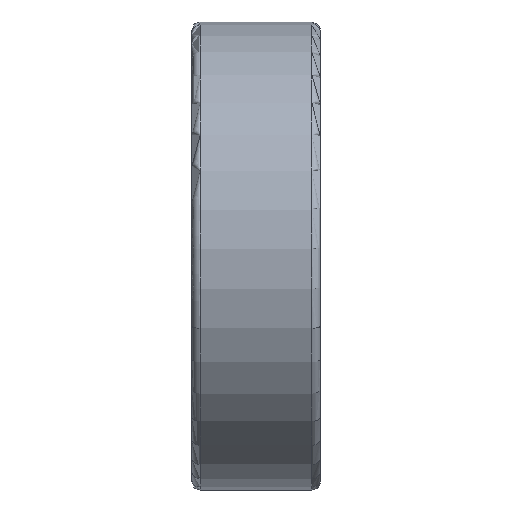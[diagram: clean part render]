
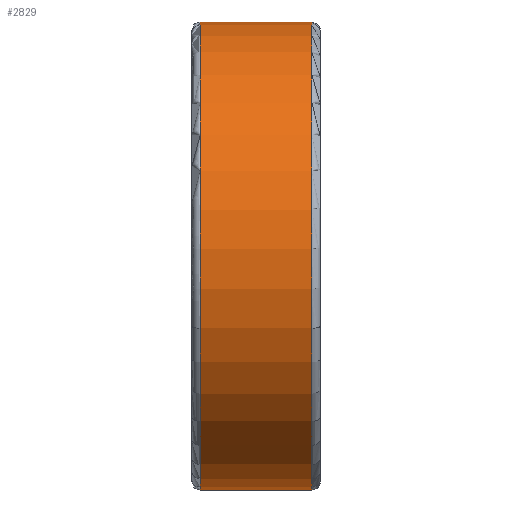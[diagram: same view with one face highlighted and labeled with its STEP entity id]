
A CAD part, front view. The second image highlights one B-rep face of the part: STEP entity #2829.
In plain terms, the highlighted cylindrical face has radius 31 mm (diameter 62 mm), a partial arc.
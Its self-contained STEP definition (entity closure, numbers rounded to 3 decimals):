
#64 = AXIS2_PLACEMENT_3D ( 'NONE', #2752, #600, #108 ) ;
#101 = CARTESIAN_POINT ( 'NONE',  ( 15.9, 0., -31. ) ) ;
#108 = DIRECTION ( 'NONE',  ( 0., 0., -1. ) ) ;
#167 = DIRECTION ( 'NONE',  ( 0., 1., 0. ) ) ;
#408 = VERTEX_POINT ( 'NONE', #3222 ) ;
#478 = CARTESIAN_POINT ( 'NONE',  ( 1.1, 0., 31. ) ) ;
#566 = CARTESIAN_POINT ( 'NONE',  ( 15.9, -29.483, -9.58 ) ) ;
#600 = DIRECTION ( 'NONE',  ( 1., 0., 0. ) ) ;
#622 = EDGE_CURVE ( 'NONE', #2354, #2430, #3407, .T. ) ;
#631 = LINE ( 'NONE', #478, #2738 ) ;
#640 = DIRECTION ( 'NONE',  ( 1., 0., 0. ) ) ;
#682 = EDGE_CURVE ( 'NONE', #408, #2354, #3072, .T. ) ;
#944 = DIRECTION ( 'NONE',  ( 0., 0., -1. ) ) ;
#981 = EDGE_CURVE ( 'NONE', #1905, #2430, #1011, .T. ) ;
#1011 = CIRCLE ( 'NONE', #64, 31. ) ;
#1034 = EDGE_LOOP ( 'NONE', ( #2465, #2094, #1537, #2552, #3382, #1608 ) ) ;
#1056 = DIRECTION ( 'NONE',  ( 1., 0., 0. ) ) ;
#1070 = VECTOR ( 'NONE', #640, 1000. ) ;
#1114 = VERTEX_POINT ( 'NONE', #2450 ) ;
#1145 = EDGE_CURVE ( 'NONE', #1114, #2512, #631, .T. ) ;
#1341 = CARTESIAN_POINT ( 'NONE',  ( 1.1, 0., 0. ) ) ;
#1364 = AXIS2_PLACEMENT_3D ( 'NONE', #1341, #1056, #3420 ) ;
#1485 = DIRECTION ( 'NONE',  ( 1., 0., 0. ) ) ;
#1522 = CIRCLE ( 'NONE', #3080, 31. ) ;
#1537 = ORIENTED_EDGE ( 'NONE', *, *, #682, .T. ) ;
#1608 = ORIENTED_EDGE ( 'NONE', *, *, #3436, .F. ) ;
#1674 = AXIS2_PLACEMENT_3D ( 'NONE', #1950, #2600, #2760 ) ;
#1738 = FACE_OUTER_BOUND ( 'NONE', #1034, .T. ) ;
#1773 = CARTESIAN_POINT ( 'NONE',  ( 1.1, 0., -31. ) ) ;
#1870 = CARTESIAN_POINT ( 'NONE',  ( 1.1, 0., -31. ) ) ;
#1905 = VERTEX_POINT ( 'NONE', #566 ) ;
#1950 = CARTESIAN_POINT ( 'NONE',  ( 1.1, 0., 0. ) ) ;
#1996 = EDGE_CURVE ( 'NONE', #1114, #408, #3322, .T. ) ;
#2094 = ORIENTED_EDGE ( 'NONE', *, *, #1996, .T. ) ;
#2264 = CARTESIAN_POINT ( 'NONE',  ( 15.9, 0., 0. ) ) ;
#2354 = VERTEX_POINT ( 'NONE', #1870 ) ;
#2430 = VERTEX_POINT ( 'NONE', #101 ) ;
#2450 = CARTESIAN_POINT ( 'NONE',  ( 1.1, 0., 31. ) ) ;
#2465 = ORIENTED_EDGE ( 'NONE', *, *, #1145, .F. ) ;
#2512 = VERTEX_POINT ( 'NONE', #2794 ) ;
#2552 = ORIENTED_EDGE ( 'NONE', *, *, #622, .T. ) ;
#2600 = DIRECTION ( 'NONE',  ( 1., 0., 0. ) ) ;
#2738 = VECTOR ( 'NONE', #3079, 1000. ) ;
#2752 = CARTESIAN_POINT ( 'NONE',  ( 15.9, 0., 0. ) ) ;
#2760 = DIRECTION ( 'NONE',  ( 0., 0., -1. ) ) ;
#2794 = CARTESIAN_POINT ( 'NONE',  ( 15.9, 0., 31. ) ) ;
#2829 = ADVANCED_FACE ( 'NONE', ( #1738 ), #3397, .T. ) ;
#3072 = CIRCLE ( 'NONE', #1674, 31. ) ;
#3079 = DIRECTION ( 'NONE',  ( 1., 0., 0. ) ) ;
#3080 = AXIS2_PLACEMENT_3D ( 'NONE', #2264, #3341, #944 ) ;
#3101 = AXIS2_PLACEMENT_3D ( 'NONE', #3106, #1485, #167 ) ;
#3106 = CARTESIAN_POINT ( 'NONE',  ( 50., 0., 0. ) ) ;
#3222 = CARTESIAN_POINT ( 'NONE',  ( 1.1, -29.483, -9.58 ) ) ;
#3322 = CIRCLE ( 'NONE', #1364, 31. ) ;
#3341 = DIRECTION ( 'NONE',  ( 1., 0., 0. ) ) ;
#3382 = ORIENTED_EDGE ( 'NONE', *, *, #981, .F. ) ;
#3397 = CYLINDRICAL_SURFACE ( 'NONE', #3101, 31. ) ;
#3407 = LINE ( 'NONE', #1773, #1070 ) ;
#3420 = DIRECTION ( 'NONE',  ( 0., 0., -1. ) ) ;
#3436 = EDGE_CURVE ( 'NONE', #2512, #1905, #1522, .T. ) ;
